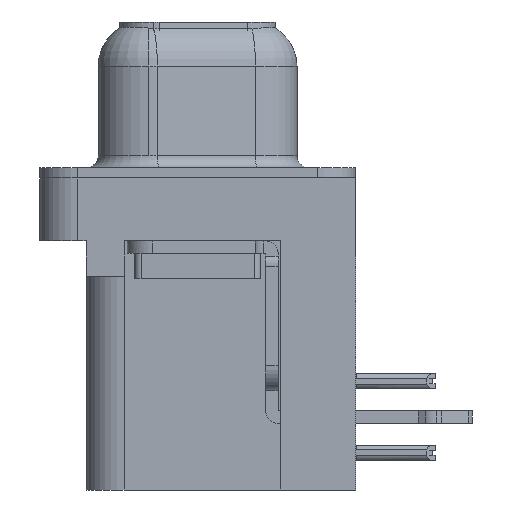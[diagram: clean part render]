
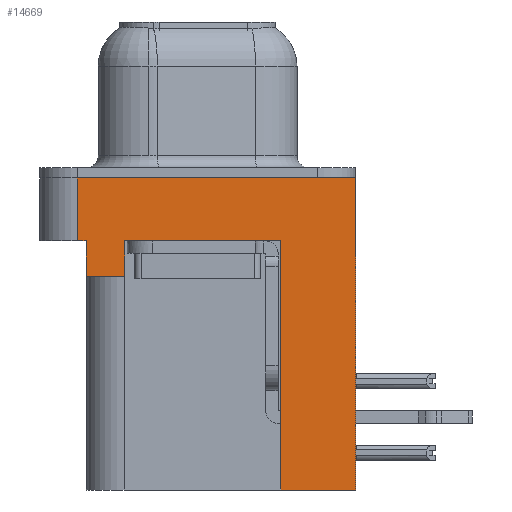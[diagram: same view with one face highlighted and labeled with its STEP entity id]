
A CAD part, left-side view. The second image highlights one B-rep face of the part: STEP entity #14669.
In plain terms, the highlighted planar face has unit normal (-1, 0, 0).
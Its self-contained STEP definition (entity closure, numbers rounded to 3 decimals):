
#106 = LINE ( 'NONE', #11060, #752 ) ;
#164 = CARTESIAN_POINT ( 'NONE',  ( -2.91, 4.425, -3.9 ) ) ;
#467 = LINE ( 'NONE', #19368, #12427 ) ;
#606 = EDGE_CURVE ( 'NONE', #9874, #17499, #467, .T. ) ;
#752 = VECTOR ( 'NONE', #11418, 1000. ) ;
#1063 = CARTESIAN_POINT ( 'NONE',  ( -2.91, -6.275, 0. ) ) ;
#1676 = CARTESIAN_POINT ( 'NONE',  ( -2.91, 4.425, -2.5 ) ) ;
#1854 = LINE ( 'NONE', #13296, #10113 ) ;
#2254 = LINE ( 'NONE', #9860, #4128 ) ;
#2271 = EDGE_CURVE ( 'NONE', #17499, #19954, #18100, .T. ) ;
#2417 = VERTEX_POINT ( 'NONE', #4393 ) ;
#3055 = ORIENTED_EDGE ( 'NONE', *, *, #606, .F. ) ;
#3092 = LINE ( 'NONE', #8979, #18395 ) ;
#3416 = DIRECTION ( 'NONE',  ( 0., 0., 1. ) ) ;
#3507 = ORIENTED_EDGE ( 'NONE', *, *, #17579, .T. ) ;
#3646 = LINE ( 'NONE', #3773, #14061 ) ;
#3729 = CARTESIAN_POINT ( 'NONE',  ( -2.91, -6.275, -12.4 ) ) ;
#3773 = CARTESIAN_POINT ( 'NONE',  ( -2.91, -6.275, -2.5 ) ) ;
#4128 = VECTOR ( 'NONE', #17429, 1000. ) ;
#4393 = CARTESIAN_POINT ( 'NONE',  ( -2.91, 4.425, -3.9 ) ) ;
#4947 = EDGE_CURVE ( 'NONE', #5309, #21389, #3092, .T. ) ;
#5299 = CARTESIAN_POINT ( 'NONE',  ( -2.91, 4.775, -2.5 ) ) ;
#5309 = VERTEX_POINT ( 'NONE', #12980 ) ;
#5628 = PLANE ( 'NONE',  #23608 ) ;
#5876 = VECTOR ( 'NONE', #7768, 1000. ) ;
#7077 = VECTOR ( 'NONE', #17501, 1000. ) ;
#7768 = DIRECTION ( 'NONE',  ( 0., 0., 1. ) ) ;
#7817 = EDGE_CURVE ( 'NONE', #2417, #19659, #17195, .T. ) ;
#7905 = EDGE_CURVE ( 'NONE', #5309, #2417, #12150, .T. ) ;
#8979 = CARTESIAN_POINT ( 'NONE',  ( -2.91, 2.895, -3.9 ) ) ;
#9287 = LINE ( 'NONE', #18829, #10707 ) ;
#9383 = DIRECTION ( 'NONE',  ( -1., 0., 0. ) ) ;
#9815 = CARTESIAN_POINT ( 'NONE',  ( -2.91, -3.295, -12.4 ) ) ;
#9860 = CARTESIAN_POINT ( 'NONE',  ( -2.91, -3.295, -12.4 ) ) ;
#9874 = VERTEX_POINT ( 'NONE', #5299 ) ;
#10113 = VECTOR ( 'NONE', #22890, 1000. ) ;
#10707 = VECTOR ( 'NONE', #3416, 1000. ) ;
#11060 = CARTESIAN_POINT ( 'NONE',  ( -2.91, -6.275, -2.5 ) ) ;
#11343 = FACE_OUTER_BOUND ( 'NONE', #22824, .T. ) ;
#11418 = DIRECTION ( 'NONE',  ( 0., -1., 0. ) ) ;
#11503 = ORIENTED_EDGE ( 'NONE', *, *, #7905, .F. ) ;
#11559 = CARTESIAN_POINT ( 'NONE',  ( -2.91, -3.295, -2.5 ) ) ;
#11656 = ORIENTED_EDGE ( 'NONE', *, *, #4947, .T. ) ;
#11879 = ORIENTED_EDGE ( 'NONE', *, *, #15021, .T. ) ;
#12150 = LINE ( 'NONE', #19614, #7077 ) ;
#12242 = EDGE_CURVE ( 'NONE', #18921, #20467, #2254, .T. ) ;
#12427 = VECTOR ( 'NONE', #15368, 1000. ) ;
#12469 = CARTESIAN_POINT ( 'NONE',  ( -2.91, -6.275, 0. ) ) ;
#12793 = CARTESIAN_POINT ( 'NONE',  ( -2.91, 4.775, 0. ) ) ;
#12801 = EDGE_CURVE ( 'NONE', #9874, #19659, #3646, .T. ) ;
#12980 = CARTESIAN_POINT ( 'NONE',  ( -2.91, 2.895, -3.9 ) ) ;
#13088 = ORIENTED_EDGE ( 'NONE', *, *, #12801, .T. ) ;
#13296 = CARTESIAN_POINT ( 'NONE',  ( -2.91, -6.275, -2.5 ) ) ;
#14061 = VECTOR ( 'NONE', #16700, 1000. ) ;
#14076 = ORIENTED_EDGE ( 'NONE', *, *, #12242, .F. ) ;
#14669 = ADVANCED_FACE ( 'NONE', ( #11343 ), #5628, .T. ) ;
#14993 = VERTEX_POINT ( 'NONE', #11559 ) ;
#15021 = EDGE_CURVE ( 'NONE', #18921, #19954, #1854, .T. ) ;
#15368 = DIRECTION ( 'NONE',  ( 0., 0., 1. ) ) ;
#15410 = CARTESIAN_POINT ( 'NONE',  ( -2.91, -6.275, -2.5 ) ) ;
#16204 = CARTESIAN_POINT ( 'NONE',  ( -2.91, 2.895, -2.5 ) ) ;
#16210 = DIRECTION ( 'NONE',  ( 0., -1., 0. ) ) ;
#16524 = DIRECTION ( 'NONE',  ( 0., 0., 1. ) ) ;
#16700 = DIRECTION ( 'NONE',  ( 0., -1., 0. ) ) ;
#17195 = LINE ( 'NONE', #164, #5876 ) ;
#17429 = DIRECTION ( 'NONE',  ( 0., 1., 0. ) ) ;
#17499 = VERTEX_POINT ( 'NONE', #12793 ) ;
#17501 = DIRECTION ( 'NONE',  ( 0., 1., 0. ) ) ;
#17579 = EDGE_CURVE ( 'NONE', #21389, #14993, #106, .T. ) ;
#18100 = LINE ( 'NONE', #1063, #19078 ) ;
#18395 = VECTOR ( 'NONE', #16524, 1000. ) ;
#18802 = DIRECTION ( 'NONE',  ( 0., 0., 1. ) ) ;
#18817 = ORIENTED_EDGE ( 'NONE', *, *, #7817, .F. ) ;
#18829 = CARTESIAN_POINT ( 'NONE',  ( -2.91, -3.295, -12.4 ) ) ;
#18921 = VERTEX_POINT ( 'NONE', #3729 ) ;
#19078 = VECTOR ( 'NONE', #16210, 1000. ) ;
#19368 = CARTESIAN_POINT ( 'NONE',  ( -2.91, 4.775, -2.5 ) ) ;
#19614 = CARTESIAN_POINT ( 'NONE',  ( -2.91, 4.425, -3.9 ) ) ;
#19659 = VERTEX_POINT ( 'NONE', #1676 ) ;
#19713 = EDGE_CURVE ( 'NONE', #20467, #14993, #9287, .T. ) ;
#19954 = VERTEX_POINT ( 'NONE', #12469 ) ;
#20467 = VERTEX_POINT ( 'NONE', #9815 ) ;
#21389 = VERTEX_POINT ( 'NONE', #16204 ) ;
#21909 = ORIENTED_EDGE ( 'NONE', *, *, #19713, .F. ) ;
#22824 = EDGE_LOOP ( 'NONE', ( #23647, #3055, #13088, #18817, #11503, #11656, #3507, #21909, #14076, #11879 ) ) ;
#22890 = DIRECTION ( 'NONE',  ( 0., 0., 1. ) ) ;
#23608 = AXIS2_PLACEMENT_3D ( 'NONE', #15410, #9383, #18802 ) ;
#23647 = ORIENTED_EDGE ( 'NONE', *, *, #2271, .F. ) ;
